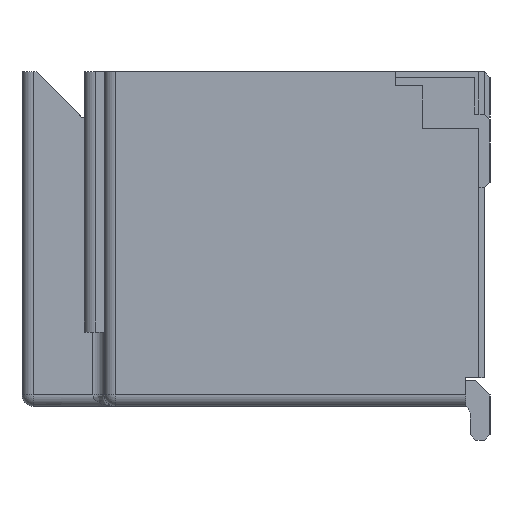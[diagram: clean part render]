
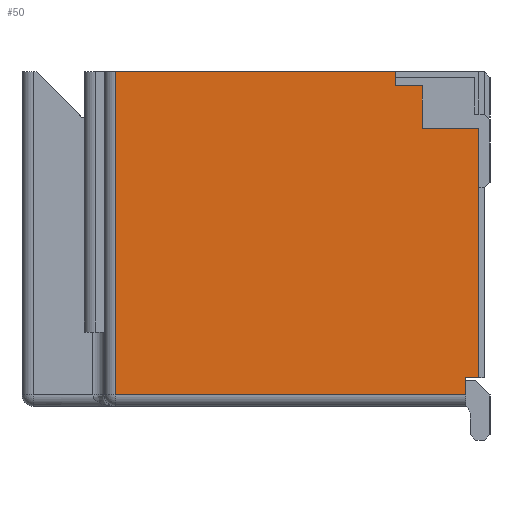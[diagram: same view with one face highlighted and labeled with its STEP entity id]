
A CAD part, left-side view. The second image highlights one B-rep face of the part: STEP entity #50.
In plain terms, the highlighted planar face has unit normal (-1, 0, 0).
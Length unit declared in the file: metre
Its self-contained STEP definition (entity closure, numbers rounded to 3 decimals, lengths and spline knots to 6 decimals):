
#50 = ADVANCED_FACE( '', ( #787 ), #788, .F. );
#787 = FACE_OUTER_BOUND( '', #2371, .T. );
#788 = PLANE( '', #2372 );
#2371 = EDGE_LOOP( '', ( #3972, #3973, #3974, #3975, #3976, #3977, #3978, #3979, #3980, #3981 ) );
#2372 = AXIS2_PLACEMENT_3D( '', #3982, #3983, #3984 );
#3972 = ORIENTED_EDGE( '', *, *, #10075, .T. );
#3973 = ORIENTED_EDGE( '', *, *, #10076, .T. );
#3974 = ORIENTED_EDGE( '', *, *, #10077, .F. );
#3975 = ORIENTED_EDGE( '', *, *, #10078, .F. );
#3976 = ORIENTED_EDGE( '', *, *, #10079, .T. );
#3977 = ORIENTED_EDGE( '', *, *, #10080, .F. );
#3978 = ORIENTED_EDGE( '', *, *, #10081, .F. );
#3979 = ORIENTED_EDGE( '', *, *, #10082, .F. );
#3980 = ORIENTED_EDGE( '', *, *, #10083, .F. );
#3981 = ORIENTED_EDGE( '', *, *, #10084, .T. );
#3982 = CARTESIAN_POINT( '', ( -0.0115, 0., 0. ) );
#3983 = DIRECTION( '', ( 1., 0., 0. ) );
#3984 = DIRECTION( '', ( 0., 1., 0. ) );
#10075 = EDGE_CURVE( '', #12052, #12053, #12054, .T. );
#10076 = EDGE_CURVE( '', #12053, #12055, #12056, .T. );
#10077 = EDGE_CURVE( '', #12057, #12055, #12058, .T. );
#10078 = EDGE_CURVE( '', #12059, #12057, #12060, .T. );
#10079 = EDGE_CURVE( '', #12059, #12061, #12062, .T. );
#10080 = EDGE_CURVE( '', #12063, #12061, #12064, .T. );
#10081 = EDGE_CURVE( '', #12065, #12063, #12066, .T. );
#10082 = EDGE_CURVE( '', #12067, #12065, #12068, .T. );
#10083 = EDGE_CURVE( '', #12069, #12067, #12070, .T. );
#10084 = EDGE_CURVE( '', #12069, #12052, #12071, .T. );
#12052 = VERTEX_POINT( '', #15343 );
#12053 = VERTEX_POINT( '', #15344 );
#12054 = LINE( '', #15345, #15346 );
#12055 = VERTEX_POINT( '', #15347 );
#12056 = LINE( '', #15348, #15349 );
#12057 = VERTEX_POINT( '', #15350 );
#12058 = LINE( '', #15351, #15352 );
#12059 = VERTEX_POINT( '', #15353 );
#12060 = LINE( '', #15354, #15355 );
#12061 = VERTEX_POINT( '', #15356 );
#12062 = LINE( '', #15357, #15358 );
#12063 = VERTEX_POINT( '', #15359 );
#12064 = LINE( '', #15360, #15361 );
#12065 = VERTEX_POINT( '', #15362 );
#12066 = LINE( '', #15363, #15364 );
#12067 = VERTEX_POINT( '', #15365 );
#12068 = LINE( '', #15366, #15367 );
#12069 = VERTEX_POINT( '', #15368 );
#12070 = LINE( '', #15369, #15370 );
#12071 = LINE( '', #15371, #15372 );
#15343 = CARTESIAN_POINT( '', ( -0.0115, 0.00253, -0.00275 ) );
#15344 = CARTESIAN_POINT( '', ( -0.0115, -0.00364, -0.00275 ) );
#15345 = CARTESIAN_POINT( '', ( -0.0115, 0.00253, -0.00275 ) );
#15346 = VECTOR( '', #20480, 1. );
#15347 = CARTESIAN_POINT( '', ( -0.0115, -0.00364, -0.00245 ) );
#15348 = CARTESIAN_POINT( '', ( -0.0115, -0.00364, -0.00275 ) );
#15349 = VECTOR( '', #20481, 1. );
#15350 = CARTESIAN_POINT( '', ( -0.0115, -0.00387, -0.00245 ) );
#15351 = CARTESIAN_POINT( '', ( -0.0115, -0.00387, -0.00245 ) );
#15352 = VECTOR( '', #20482, 1. );
#15353 = CARTESIAN_POINT( '', ( -0.0115, -0.00387, 0.00195 ) );
#15354 = CARTESIAN_POINT( '', ( -0.0115, -0.00387, 0.00195 ) );
#15355 = VECTOR( '', #20483, 1. );
#15356 = CARTESIAN_POINT( '', ( -0.0115, -0.00288, 0.00195 ) );
#15357 = CARTESIAN_POINT( '', ( -0.0115, -0.00387, 0.00195 ) );
#15358 = VECTOR( '', #20484, 1. );
#15359 = CARTESIAN_POINT( '', ( -0.0115, -0.00288, 0.0027 ) );
#15360 = CARTESIAN_POINT( '', ( -0.0115, -0.00288, 0.0027 ) );
#15361 = VECTOR( '', #20485, 1. );
#15362 = CARTESIAN_POINT( '', ( -0.0115, -0.0024, 0.0027 ) );
#15363 = CARTESIAN_POINT( '', ( -0.0115, -0.0024, 0.0027 ) );
#15364 = VECTOR( '', #20486, 1. );
#15365 = CARTESIAN_POINT( '', ( -0.0115, -0.0024, 0.00295 ) );
#15366 = CARTESIAN_POINT( '', ( -0.0115, -0.0024, 0.00295 ) );
#15367 = VECTOR( '', #20487, 1. );
#15368 = CARTESIAN_POINT( '', ( -0.0115, 0.00253, 0.00295 ) );
#15369 = CARTESIAN_POINT( '', ( -0.0115, 0.00253, 0.00295 ) );
#15370 = VECTOR( '', #20488, 1. );
#15371 = CARTESIAN_POINT( '', ( -0.0115, 0.00253, 0.00295 ) );
#15372 = VECTOR( '', #20489, 1. );
#20480 = DIRECTION( '', ( 0., -1., 0. ) );
#20481 = DIRECTION( '', ( 0., 0., 1. ) );
#20482 = DIRECTION( '', ( 0., 1., 0. ) );
#20483 = DIRECTION( '', ( 0., 0., -1. ) );
#20484 = DIRECTION( '', ( 0., 1., 0. ) );
#20485 = DIRECTION( '', ( 0., 0., -1. ) );
#20486 = DIRECTION( '', ( 0., -1., 0. ) );
#20487 = DIRECTION( '', ( 0., 0., -1. ) );
#20488 = DIRECTION( '', ( 0., -1., 0. ) );
#20489 = DIRECTION( '', ( 0., 0., -1. ) );
